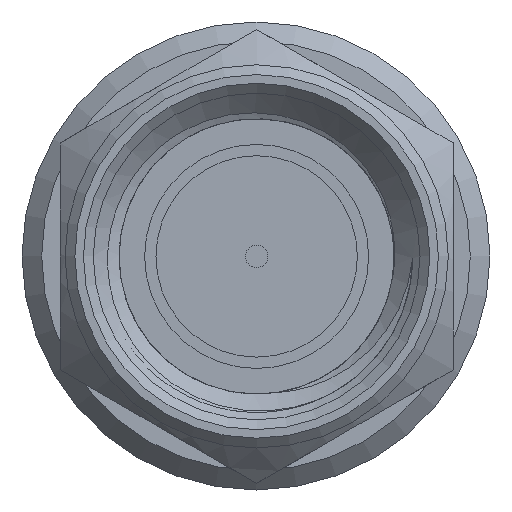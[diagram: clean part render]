
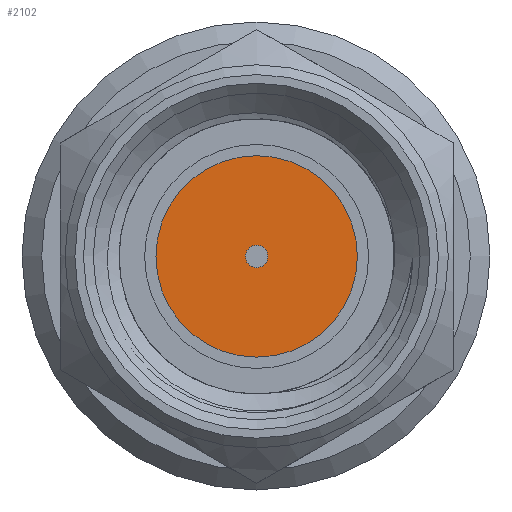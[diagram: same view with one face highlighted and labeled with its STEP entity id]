
A CAD part, left-side view. The second image highlights one B-rep face of the part: STEP entity #2102.
In plain terms, the highlighted planar face has unit normal (-1, 0, 0).
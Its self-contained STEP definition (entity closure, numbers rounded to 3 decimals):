
#76=FACE_BOUND('',#440,.T.);
#190=PLANE('',#2340);
#308=FACE_OUTER_BOUND('',#439,.T.);
#439=EDGE_LOOP('',(#1707));
#440=EDGE_LOOP('',(#1708));
#764=CIRCLE('',#2253,0.229);
#808=CIRCLE('',#2339,2.05);
#886=VERTEX_POINT('',#3449);
#969=VERTEX_POINT('',#5206);
#1094=EDGE_CURVE('',#886,#886,#764,.T.);
#1233=EDGE_CURVE('',#969,#969,#808,.T.);
#1707=ORIENTED_EDGE('',*,*,#1233,.F.);
#1708=ORIENTED_EDGE('',*,*,#1094,.F.);
#2102=ADVANCED_FACE('',(#308,#76),#190,.T.);
#2253=AXIS2_PLACEMENT_3D('',#3451,#2517,#2518);
#2339=AXIS2_PLACEMENT_3D('',#5208,#2752,#2753);
#2340=AXIS2_PLACEMENT_3D('',#5209,#2754,#2755);
#2517=DIRECTION('center_axis',(-1.,0.,0.));
#2518=DIRECTION('ref_axis',(0.,0.5,0.866));
#2752=DIRECTION('center_axis',(1.,0.,0.));
#2753=DIRECTION('ref_axis',(0.,0.866,-0.5));
#2754=DIRECTION('center_axis',(-1.,0.,0.));
#2755=DIRECTION('ref_axis',(0.,0.5,0.866));
#3449=CARTESIAN_POINT('',(-9.141,-0.102,-0.113));
#3451=CARTESIAN_POINT('Origin',(-9.141,0.013,0.085));
#5206=CARTESIAN_POINT('',(-9.141,1.788,-0.94));
#5208=CARTESIAN_POINT('Origin',(-9.141,0.013,0.085));
#5209=CARTESIAN_POINT('Origin',(-9.141,0.013,0.085));
